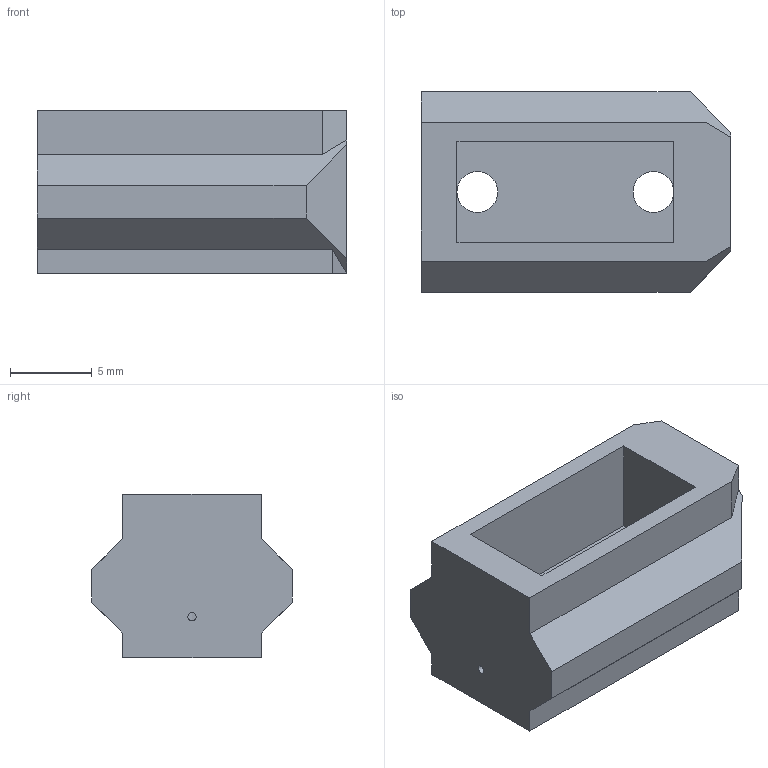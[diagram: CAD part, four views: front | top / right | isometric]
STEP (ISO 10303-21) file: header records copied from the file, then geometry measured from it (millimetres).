
FILE_DESCRIPTION(/* description */ (''),/* implementation_level */ '2;1');
FILE_NAME(/* name */ 'Probe_Block_v2-larger-holes.step',/* time_stamp */ '2022-03-09T13:23:17+01:00',/* author */ (''),/* organization */ (''),/* preprocessor_version */ 'ST-DEVELOPER v18.1',/* originating_system */ 'Autodesk Translation Framework v10.13.0.1454',/* authorisation */ '');
FILE_SCHEMA (('AUTOMOTIVE_DESIGN { 1 0 10303 214 3 1 1 }'));
Length unit declared in the file: millimetre
Products named in the file (1): (Unsaved)
Bounding box: 19 x 12.3 x 10 mm (x, y, z)
Volume: 1064.4 mm3; surface area: 1363.4 mm2
Topology: 1 solids, 1 shells, 42 faces, 116 edges, 76 vertices
Faces by surface type: plane 30, cylinder 12
Full cylindrical faces by diameter (mm): 0.5 x2, 2 x1, 2.5 x2, 6.25 x2
Entity records: 1455 total; most frequent: CARTESIAN_POINT 311, ORIENTED_EDGE 232, DIRECTION 220, EDGE_CURVE 116, LINE 84, VECTOR 84, VERTEX_POINT 76, AXIS2_PLACEMENT_3D 68
